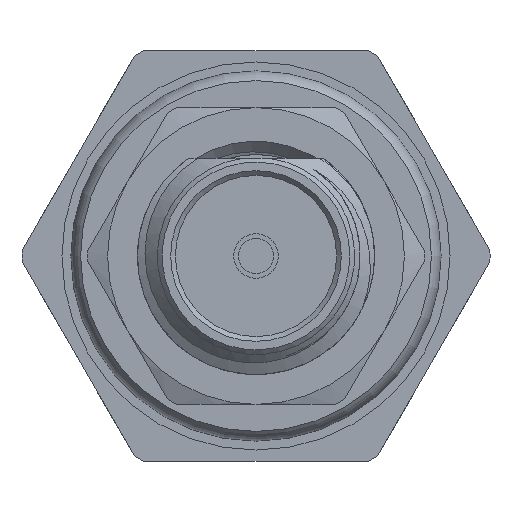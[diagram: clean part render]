
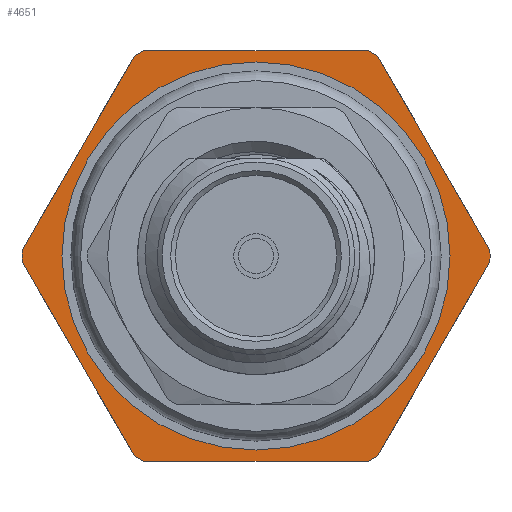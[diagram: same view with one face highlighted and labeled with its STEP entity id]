
A CAD part, left-side view. The second image highlights one B-rep face of the part: STEP entity #4651.
In plain terms, the highlighted planar face has unit normal (-1, 0, 0).
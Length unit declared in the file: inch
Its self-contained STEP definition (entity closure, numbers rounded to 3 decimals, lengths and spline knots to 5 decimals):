
#60 = DIRECTION ( 'NONE',  ( 0., -0.5, 0.866 ) ) ;
#243 = AXIS2_PLACEMENT_3D ( 'NONE', #552, #16776, #14944 ) ;
#401 = CARTESIAN_POINT ( 'NONE',  ( 0.41339, 0.24669, 0.00579 ) ) ;
#470 = CIRCLE ( 'NONE', #9520, 0.24676 ) ;
#500 = DIRECTION ( 'NONE',  ( 0., -0.5, -0.866 ) ) ;
#537 = PLANE ( 'NONE',  #16473 ) ;
#550 = VERTEX_POINT ( 'NONE', #19001 ) ;
#552 = CARTESIAN_POINT ( 'NONE',  ( 0.41339, 0., 0. ) ) ;
#669 = DIRECTION ( 'NONE',  ( 0., -1., 0. ) ) ;
#672 = VERTEX_POINT ( 'NONE', #12217 ) ;
#678 = DIRECTION ( 'NONE',  ( 1., 0., 0. ) ) ;
#1191 = VERTEX_POINT ( 'NONE', #12421 ) ;
#1308 = EDGE_LOOP ( 'NONE', ( #2821, #9927, #19083, #15647, #13797, #3099, #5466, #13293, #14654, #15181, #5083, #19969 ) ) ;
#1381 = EDGE_CURVE ( 'NONE', #16404, #15693, #9577, .T. ) ;
#1530 = CARTESIAN_POINT ( 'NONE',  ( 0.41339, 0.12502, 0.21654 ) ) ;
#1618 = DIRECTION ( 'NONE',  ( 0., 1., 0. ) ) ;
#1647 = CARTESIAN_POINT ( 'NONE',  ( 0.41339, 0., 0. ) ) ;
#1775 = VECTOR ( 'NONE', #12860, 39.37008 ) ;
#1822 = EDGE_CURVE ( 'NONE', #5300, #550, #2762, .T. ) ;
#1824 = CARTESIAN_POINT ( 'NONE',  ( 0.41339, 0.12836, 0.21074 ) ) ;
#2033 = DIRECTION ( 'NONE',  ( 0., 1., 0. ) ) ;
#2191 = CARTESIAN_POINT ( 'NONE',  ( 0.41339, 0.25003, 0. ) ) ;
#2196 = VERTEX_POINT ( 'NONE', #13163 ) ;
#2305 = VERTEX_POINT ( 'NONE', #401 ) ;
#2590 = CIRCLE ( 'NONE', #5092, 0.24676 ) ;
#2762 = CIRCLE ( 'NONE', #4927, 0.24676 ) ;
#2821 = ORIENTED_EDGE ( 'NONE', *, *, #5689, .T. ) ;
#2908 = DIRECTION ( 'NONE',  ( 0., 1., 0. ) ) ;
#3004 = CARTESIAN_POINT ( 'NONE',  ( 0.41339, 0.24669, -0.00579 ) ) ;
#3099 = ORIENTED_EDGE ( 'NONE', *, *, #14092, .F. ) ;
#3295 = EDGE_CURVE ( 'NONE', #2196, #1191, #470, .T. ) ;
#3303 = EDGE_CURVE ( 'NONE', #10627, #1191, #17639, .T. ) ;
#3516 = DIRECTION ( 'NONE',  ( 1., 0., 0. ) ) ;
#3560 = VECTOR ( 'NONE', #4495, 39.37008 ) ;
#4271 = CARTESIAN_POINT ( 'NONE',  ( 0.41339, -0.25003, 0. ) ) ;
#4495 = DIRECTION ( 'NONE',  ( 0., 1., 0. ) ) ;
#4567 = VERTEX_POINT ( 'NONE', #16893 ) ;
#4651 = ADVANCED_FACE ( 'NONE', ( #17877, #11560 ), #537, .T. ) ;
#4808 = LINE ( 'NONE', #18868, #3560 ) ;
#4921 = CARTESIAN_POINT ( 'NONE',  ( 0.41339, -0.12502, -0.21654 ) ) ;
#4927 = AXIS2_PLACEMENT_3D ( 'NONE', #9860, #3516, #1618 ) ;
#5060 = VERTEX_POINT ( 'NONE', #1824 ) ;
#5083 = ORIENTED_EDGE ( 'NONE', *, *, #1381, .T. ) ;
#5092 = AXIS2_PLACEMENT_3D ( 'NONE', #16923, #20220, #7118 ) ;
#5300 = VERTEX_POINT ( 'NONE', #13011 ) ;
#5466 = ORIENTED_EDGE ( 'NONE', *, *, #3303, .T. ) ;
#5525 = AXIS2_PLACEMENT_3D ( 'NONE', #18376, #20005, #15077 ) ;
#5689 = EDGE_CURVE ( 'NONE', #9972, #550, #10842, .T. ) ;
#6464 = DIRECTION ( 'NONE',  ( 0., -1., 0. ) ) ;
#6879 = AXIS2_PLACEMENT_3D ( 'NONE', #18107, #678, #2033 ) ;
#7118 = DIRECTION ( 'NONE',  ( 0., 1., 0. ) ) ;
#7332 = EDGE_CURVE ( 'NONE', #5060, #9244, #2590, .T. ) ;
#8089 = CARTESIAN_POINT ( 'NONE',  ( 0.41339, 0.12502, -0.21654 ) ) ;
#8388 = CARTESIAN_POINT ( 'NONE',  ( 0.41339, 0.11833, 0.21654 ) ) ;
#8545 = DIRECTION ( 'NONE',  ( 1., 0., 0. ) ) ;
#8733 = AXIS2_PLACEMENT_3D ( 'NONE', #1647, #14255, #2908 ) ;
#9056 = VECTOR ( 'NONE', #500, 39.37008 ) ;
#9244 = VERTEX_POINT ( 'NONE', #8388 ) ;
#9520 = AXIS2_PLACEMENT_3D ( 'NONE', #13326, #8545, #11847 ) ;
#9577 = LINE ( 'NONE', #4921, #18164 ) ;
#9860 = CARTESIAN_POINT ( 'NONE',  ( 0.41339, 0., 0. ) ) ;
#9927 = ORIENTED_EDGE ( 'NONE', *, *, #1822, .F. ) ;
#9972 = VERTEX_POINT ( 'NONE', #16232 ) ;
#10171 = EDGE_CURVE ( 'NONE', #16404, #4567, #16212, .T. ) ;
#10627 = VERTEX_POINT ( 'NONE', #3004 ) ;
#10694 = EDGE_CURVE ( 'NONE', #2196, #4567, #11373, .T. ) ;
#10842 = LINE ( 'NONE', #4271, #11606 ) ;
#11373 = LINE ( 'NONE', #8089, #12620 ) ;
#11560 = FACE_OUTER_BOUND ( 'NONE', #1308, .T. ) ;
#11606 = VECTOR ( 'NONE', #17176, 39.37008 ) ;
#11618 = ORIENTED_EDGE ( 'NONE', *, *, #11667, .T. ) ;
#11667 = EDGE_CURVE ( 'NONE', #672, #672, #11880, .T. ) ;
#11847 = DIRECTION ( 'NONE',  ( 0., 1., 0. ) ) ;
#11880 = CIRCLE ( 'NONE', #6879, 0.20465 ) ;
#12217 = CARTESIAN_POINT ( 'NONE',  ( 0.41339, 0.20465, 0. ) ) ;
#12421 = CARTESIAN_POINT ( 'NONE',  ( 0.41339, 0.12836, -0.21074 ) ) ;
#12609 = EDGE_CURVE ( 'NONE', #5300, #9244, #4808, .T. ) ;
#12620 = VECTOR ( 'NONE', #6464, 39.37008 ) ;
#12761 = EDGE_CURVE ( 'NONE', #5060, #2305, #13868, .T. ) ;
#12860 = DIRECTION ( 'NONE',  ( 0., 0.5, -0.866 ) ) ;
#13011 = CARTESIAN_POINT ( 'NONE',  ( 0.41339, -0.11833, 0.21654 ) ) ;
#13163 = CARTESIAN_POINT ( 'NONE',  ( 0.41339, 0.11833, -0.21654 ) ) ;
#13293 = ORIENTED_EDGE ( 'NONE', *, *, #3295, .F. ) ;
#13326 = CARTESIAN_POINT ( 'NONE',  ( 0.41339, 0., 0. ) ) ;
#13797 = ORIENTED_EDGE ( 'NONE', *, *, #12761, .T. ) ;
#13868 = LINE ( 'NONE', #1530, #1775 ) ;
#14080 = CIRCLE ( 'NONE', #5525, 0.24676 ) ;
#14092 = EDGE_CURVE ( 'NONE', #10627, #2305, #14874, .T. ) ;
#14255 = DIRECTION ( 'NONE',  ( 1., 0., 0. ) ) ;
#14354 = CARTESIAN_POINT ( 'NONE',  ( 0.41339, -0.24669, -0.00579 ) ) ;
#14654 = ORIENTED_EDGE ( 'NONE', *, *, #10694, .T. ) ;
#14874 = CIRCLE ( 'NONE', #8733, 0.24676 ) ;
#14944 = DIRECTION ( 'NONE',  ( 0., 1., 0. ) ) ;
#15077 = DIRECTION ( 'NONE',  ( 0., 1., 0. ) ) ;
#15181 = ORIENTED_EDGE ( 'NONE', *, *, #10171, .F. ) ;
#15647 = ORIENTED_EDGE ( 'NONE', *, *, #7332, .F. ) ;
#15693 = VERTEX_POINT ( 'NONE', #14354 ) ;
#16212 = CIRCLE ( 'NONE', #243, 0.24676 ) ;
#16232 = CARTESIAN_POINT ( 'NONE',  ( 0.41339, -0.24669, 0.00579 ) ) ;
#16404 = VERTEX_POINT ( 'NONE', #19104 ) ;
#16473 = AXIS2_PLACEMENT_3D ( 'NONE', #19990, #19917, #669 ) ;
#16776 = DIRECTION ( 'NONE',  ( 1., 0., 0. ) ) ;
#16893 = CARTESIAN_POINT ( 'NONE',  ( 0.41339, -0.11833, -0.21654 ) ) ;
#16923 = CARTESIAN_POINT ( 'NONE',  ( 0.41339, 0., 0. ) ) ;
#16946 = EDGE_CURVE ( 'NONE', #9972, #15693, #14080, .T. ) ;
#17176 = DIRECTION ( 'NONE',  ( 0., 0.5, 0.866 ) ) ;
#17639 = LINE ( 'NONE', #2191, #9056 ) ;
#17877 = FACE_BOUND ( 'NONE', #18891, .T. ) ;
#18107 = CARTESIAN_POINT ( 'NONE',  ( 0.41339, 0., 0. ) ) ;
#18164 = VECTOR ( 'NONE', #60, 39.37008 ) ;
#18376 = CARTESIAN_POINT ( 'NONE',  ( 0.41339, 0., 0. ) ) ;
#18868 = CARTESIAN_POINT ( 'NONE',  ( 0.41339, -0.12502, 0.21654 ) ) ;
#18891 = EDGE_LOOP ( 'NONE', ( #11618 ) ) ;
#19001 = CARTESIAN_POINT ( 'NONE',  ( 0.41339, -0.12836, 0.21074 ) ) ;
#19083 = ORIENTED_EDGE ( 'NONE', *, *, #12609, .T. ) ;
#19104 = CARTESIAN_POINT ( 'NONE',  ( 0.41339, -0.12836, -0.21074 ) ) ;
#19917 = DIRECTION ( 'NONE',  ( -1., 0., 0. ) ) ;
#19969 = ORIENTED_EDGE ( 'NONE', *, *, #16946, .F. ) ;
#19990 = CARTESIAN_POINT ( 'NONE',  ( 0.41339, 0.20465, 0. ) ) ;
#20005 = DIRECTION ( 'NONE',  ( 1., 0., 0. ) ) ;
#20220 = DIRECTION ( 'NONE',  ( 1., 0., 0. ) ) ;
